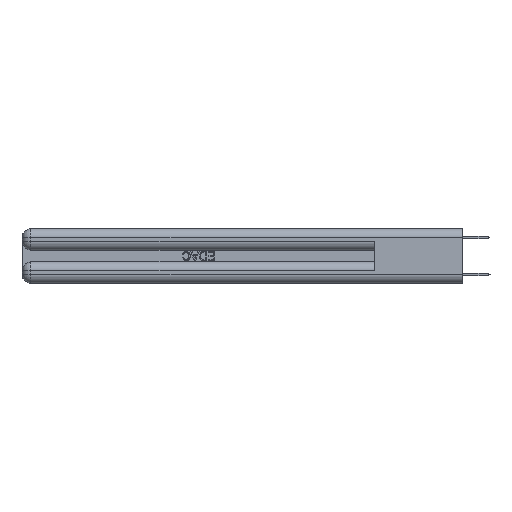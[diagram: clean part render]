
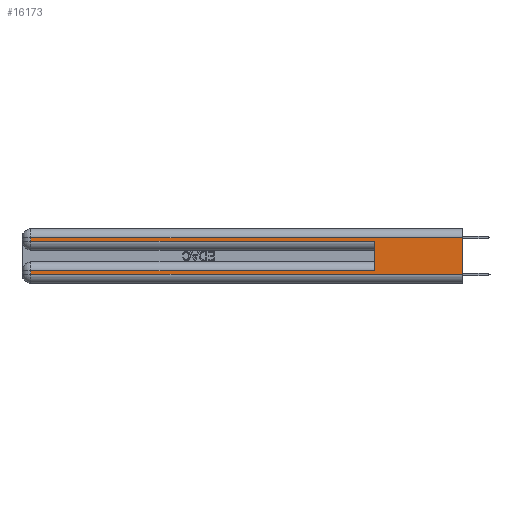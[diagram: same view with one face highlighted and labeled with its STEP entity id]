
A CAD part, left-side view. The second image highlights one B-rep face of the part: STEP entity #16173.
In plain terms, the highlighted planar face has unit normal (-1, 0, 0).
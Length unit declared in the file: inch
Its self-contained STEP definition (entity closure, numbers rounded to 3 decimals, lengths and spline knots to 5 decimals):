
#54 = VECTOR ( 'NONE', #12359, 39.37008 ) ;
#147 = CARTESIAN_POINT ( 'NONE',  ( 0., 0., 0.06 ) ) ;
#1011 = DIRECTION ( 'NONE',  ( 0., 0., -1. ) ) ;
#1174 = CARTESIAN_POINT ( 'NONE',  ( 0., 2.94, 0.085 ) ) ;
#1851 = AXIS2_PLACEMENT_3D ( 'NONE', #10449, #5278, #13567 ) ;
#1911 = ORIENTED_EDGE ( 'NONE', *, *, #25236, .F. ) ;
#2788 = EDGE_LOOP ( 'NONE', ( #20634, #8315, #32294, #20037, #1911, #11112, #10269, #32866 ) ) ;
#3532 = EDGE_CURVE ( 'NONE', #12446, #32330, #5453, .T. ) ;
#4712 = VERTEX_POINT ( 'NONE', #16740 ) ;
#5278 = DIRECTION ( 'NONE',  ( 1., 0., 0. ) ) ;
#5362 = VERTEX_POINT ( 'NONE', #1174 ) ;
#5453 = LINE ( 'NONE', #12488, #33160 ) ;
#8315 = ORIENTED_EDGE ( 'NONE', *, *, #17518, .T. ) ;
#8584 = EDGE_CURVE ( 'NONE', #4712, #21196, #18977, .T. ) ;
#8779 = CARTESIAN_POINT ( 'NONE',  ( 0., 2.94, 0.37 ) ) ;
#8889 = EDGE_CURVE ( 'NONE', #19424, #12446, #23580, .T. ) ;
#10269 = ORIENTED_EDGE ( 'NONE', *, *, #10297, .T. ) ;
#10297 = EDGE_CURVE ( 'NONE', #5362, #4712, #13814, .T. ) ;
#10449 = CARTESIAN_POINT ( 'NONE',  ( 0., 0., 0.37 ) ) ;
#11112 = ORIENTED_EDGE ( 'NONE', *, *, #22719, .T. ) ;
#11525 = DIRECTION ( 'NONE',  ( 0., 0., 1. ) ) ;
#11600 = VERTEX_POINT ( 'NONE', #19201 ) ;
#12359 = DIRECTION ( 'NONE',  ( 0., 0., -1. ) ) ;
#12446 = VERTEX_POINT ( 'NONE', #17861 ) ;
#12488 = CARTESIAN_POINT ( 'NONE',  ( 0., 0., 0.285 ) ) ;
#13441 = PLANE ( 'NONE',  #1851 ) ;
#13567 = DIRECTION ( 'NONE',  ( 0., 0., -1. ) ) ;
#13814 = LINE ( 'NONE', #8779, #18452 ) ;
#14677 = LINE ( 'NONE', #22893, #31526 ) ;
#14755 = VECTOR ( 'NONE', #32128, 39.37008 ) ;
#14896 = CARTESIAN_POINT ( 'NONE',  ( 0., 0., 0.37 ) ) ;
#15924 = CARTESIAN_POINT ( 'NONE',  ( 0., 0., 0.31 ) ) ;
#16173 = ADVANCED_FACE ( 'NONE', ( #29486 ), #13441, .F. ) ;
#16740 = CARTESIAN_POINT ( 'NONE',  ( 0., 2.94, 0.06 ) ) ;
#17518 = EDGE_CURVE ( 'NONE', #11600, #19424, #28550, .T. ) ;
#17861 = CARTESIAN_POINT ( 'NONE',  ( 0., 2.94, 0.285 ) ) ;
#18072 = CARTESIAN_POINT ( 'NONE',  ( 0., 2.94, 0.37 ) ) ;
#18452 = VECTOR ( 'NONE', #1011, 39.37008 ) ;
#18977 = LINE ( 'NONE', #24229, #14755 ) ;
#19201 = CARTESIAN_POINT ( 'NONE',  ( 0., 0., 0.31 ) ) ;
#19372 = LINE ( 'NONE', #14896, #54 ) ;
#19424 = VERTEX_POINT ( 'NONE', #34024 ) ;
#19681 = VERTEX_POINT ( 'NONE', #24548 ) ;
#20037 = ORIENTED_EDGE ( 'NONE', *, *, #3532, .T. ) ;
#20634 = ORIENTED_EDGE ( 'NONE', *, *, #21537, .F. ) ;
#21196 = VERTEX_POINT ( 'NONE', #147 ) ;
#21537 = EDGE_CURVE ( 'NONE', #11600, #21196, #19372, .T. ) ;
#22719 = EDGE_CURVE ( 'NONE', #19681, #5362, #14677, .T. ) ;
#22893 = CARTESIAN_POINT ( 'NONE',  ( 0., 0., 0.085 ) ) ;
#23178 = VECTOR ( 'NONE', #28280, 39.37008 ) ;
#23580 = LINE ( 'NONE', #18072, #23178 ) ;
#24229 = CARTESIAN_POINT ( 'NONE',  ( 0., 0., 0.06 ) ) ;
#24548 = CARTESIAN_POINT ( 'NONE',  ( 0., 0.6, 0.085 ) ) ;
#25236 = EDGE_CURVE ( 'NONE', #19681, #32330, #32980, .T. ) ;
#25622 = DIRECTION ( 'NONE',  ( 0., -1., 0. ) ) ;
#25629 = VECTOR ( 'NONE', #34773, 39.37008 ) ;
#25834 = VECTOR ( 'NONE', #11525, 39.37008 ) ;
#26054 = DIRECTION ( 'NONE',  ( 0., 1., 0. ) ) ;
#27612 = CARTESIAN_POINT ( 'NONE',  ( 0., 0.6, 0.285 ) ) ;
#28280 = DIRECTION ( 'NONE',  ( 0., 0., -1. ) ) ;
#28550 = LINE ( 'NONE', #15924, #25629 ) ;
#29486 = FACE_OUTER_BOUND ( 'NONE', #2788, .T. ) ;
#30269 = CARTESIAN_POINT ( 'NONE',  ( 0., 0.6, 0.145 ) ) ;
#31526 = VECTOR ( 'NONE', #26054, 39.37008 ) ;
#32128 = DIRECTION ( 'NONE',  ( 0., -1., 0. ) ) ;
#32294 = ORIENTED_EDGE ( 'NONE', *, *, #8889, .T. ) ;
#32330 = VERTEX_POINT ( 'NONE', #27612 ) ;
#32866 = ORIENTED_EDGE ( 'NONE', *, *, #8584, .T. ) ;
#32980 = LINE ( 'NONE', #30269, #25834 ) ;
#33160 = VECTOR ( 'NONE', #25622, 39.37008 ) ;
#34024 = CARTESIAN_POINT ( 'NONE',  ( 0., 2.94, 0.31 ) ) ;
#34773 = DIRECTION ( 'NONE',  ( 0., 1., 0. ) ) ;
